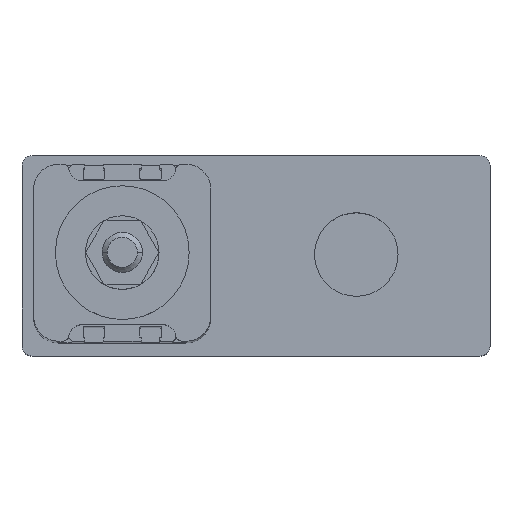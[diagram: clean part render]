
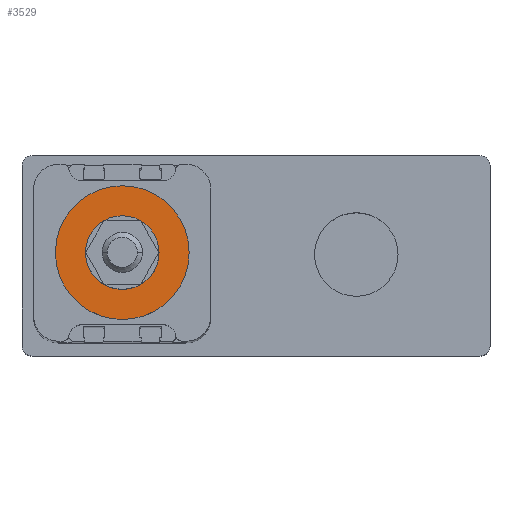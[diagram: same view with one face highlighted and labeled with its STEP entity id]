
A CAD part, top view. The second image highlights one B-rep face of the part: STEP entity #3529.
In plain terms, the highlighted planar face has unit normal (0, 0, 1).
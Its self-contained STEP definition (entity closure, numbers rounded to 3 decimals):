
#63 = DIRECTION ( 'NONE',  ( 0., 0., 1. ) ) ;
#104 = AXIS2_PLACEMENT_3D ( 'NONE', #5357, #2229, #5886 ) ;
#404 = EDGE_CURVE ( 'NONE', #5426, #4030, #3220, .T. ) ;
#469 = CARTESIAN_POINT ( 'NONE',  ( 0., 0., 300. ) ) ;
#549 = AXIS2_PLACEMENT_3D ( 'NONE', #2677, #3319, #3865 ) ;
#659 = AXIS2_PLACEMENT_3D ( 'NONE', #1904, #5568, #2443 ) ;
#854 = EDGE_LOOP ( 'NONE', ( #6467, #3460 ) ) ;
#991 = DIRECTION ( 'NONE',  ( 1., 0., 0. ) ) ;
#1530 = VERTEX_POINT ( 'NONE', #2401 ) ;
#1654 = CARTESIAN_POINT ( 'NONE',  ( -11., 0., 300. ) ) ;
#1904 = CARTESIAN_POINT ( 'NONE',  ( 0., 0., 300. ) ) ;
#2229 = DIRECTION ( 'NONE',  ( 0., 0., 1. ) ) ;
#2240 = AXIS2_PLACEMENT_3D ( 'NONE', #469, #4147, #991 ) ;
#2401 = CARTESIAN_POINT ( 'NONE',  ( -20., 0., 300. ) ) ;
#2443 = DIRECTION ( 'NONE',  ( 1., 0., 0. ) ) ;
#2677 = CARTESIAN_POINT ( 'NONE',  ( 0., 0., 300. ) ) ;
#2683 = PLANE ( 'NONE',  #4772 ) ;
#2932 = EDGE_CURVE ( 'NONE', #4030, #5426, #3605, .T. ) ;
#3201 = ORIENTED_EDGE ( 'NONE', *, *, #2932, .F. ) ;
#3220 = CIRCLE ( 'NONE', #549, 11. ) ;
#3319 = DIRECTION ( 'NONE',  ( 0., 0., 1. ) ) ;
#3391 = CARTESIAN_POINT ( 'NONE',  ( 20., 0., 300. ) ) ;
#3460 = ORIENTED_EDGE ( 'NONE', *, *, #3594, .T. ) ;
#3529 = ADVANCED_FACE ( 'NONE', ( #4009, #5377 ), #2683, .T. ) ;
#3594 = EDGE_CURVE ( 'NONE', #5599, #1530, #6223, .T. ) ;
#3605 = CIRCLE ( 'NONE', #2240, 11. ) ;
#3735 = DIRECTION ( 'NONE',  ( 1., 0., 0. ) ) ;
#3840 = EDGE_CURVE ( 'NONE', #1530, #5599, #6298, .T. ) ;
#3865 = DIRECTION ( 'NONE',  ( 1., 0., 0. ) ) ;
#4009 = FACE_BOUND ( 'NONE', #4338, .T. ) ;
#4030 = VERTEX_POINT ( 'NONE', #6736 ) ;
#4147 = DIRECTION ( 'NONE',  ( 0., 0., 1. ) ) ;
#4331 = ORIENTED_EDGE ( 'NONE', *, *, #404, .F. ) ;
#4338 = EDGE_LOOP ( 'NONE', ( #4331, #3201 ) ) ;
#4772 = AXIS2_PLACEMENT_3D ( 'NONE', #6295, #63, #3735 ) ;
#5357 = CARTESIAN_POINT ( 'NONE',  ( 0., 0., 300. ) ) ;
#5377 = FACE_OUTER_BOUND ( 'NONE', #854, .T. ) ;
#5426 = VERTEX_POINT ( 'NONE', #1654 ) ;
#5568 = DIRECTION ( 'NONE',  ( 0., 0., 1. ) ) ;
#5599 = VERTEX_POINT ( 'NONE', #3391 ) ;
#5886 = DIRECTION ( 'NONE',  ( 1., 0., 0. ) ) ;
#6223 = CIRCLE ( 'NONE', #104, 20. ) ;
#6295 = CARTESIAN_POINT ( 'NONE',  ( 0., 0., 300. ) ) ;
#6298 = CIRCLE ( 'NONE', #659, 20. ) ;
#6467 = ORIENTED_EDGE ( 'NONE', *, *, #3840, .T. ) ;
#6736 = CARTESIAN_POINT ( 'NONE',  ( 11., 0., 300. ) ) ;
